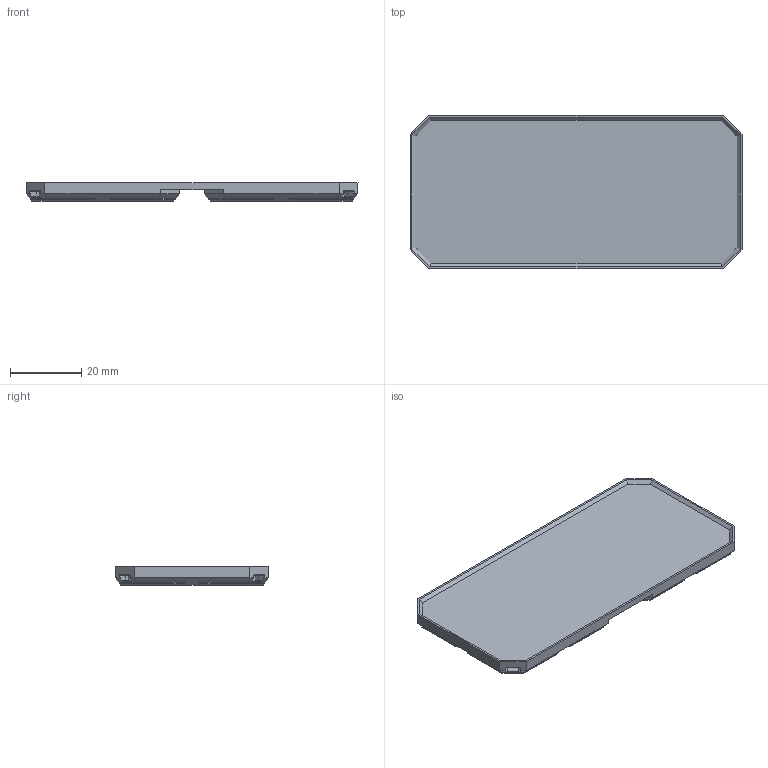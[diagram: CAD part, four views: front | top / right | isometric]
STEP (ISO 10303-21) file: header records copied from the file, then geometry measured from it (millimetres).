
FILE_DESCRIPTION(/* description */ (''),/* implementation_level */ '2;1');
FILE_NAME(/* name */ '2x1.step',/* time_stamp */ '2024-08-26T16:16:12-04:00',/* author */ (''),/* organization */ (''),/* preprocessor_version */ 'ST-DEVELOPER v20',/* originating_system */ 'Autodesk Translation Framework v13.14.0.145',/* authorisation */ '');
FILE_SCHEMA (('AUTOMOTIVE_DESIGN { 1 0 10303 214 3 1 1 }'));
Length unit declared in the file: millimetre
Products named in the file (1): 2x1
Bounding box: 93 x 43 x 5.1 mm (x, y, z)
Volume: 12932 mm3; surface area: 10033.7 mm2
Topology: 1 solids, 1 shells, 245 faces, 640 edges, 400 vertices
Faces by surface type: plane 245
Entity records: 7290 total; most frequent: CARTESIAN_POINT 1286, ORIENTED_EDGE 1280, DIRECTION 1132, LINE 640, VECTOR 640, EDGE_CURVE 640, VERTEX_POINT 400, EDGE_LOOP 248
